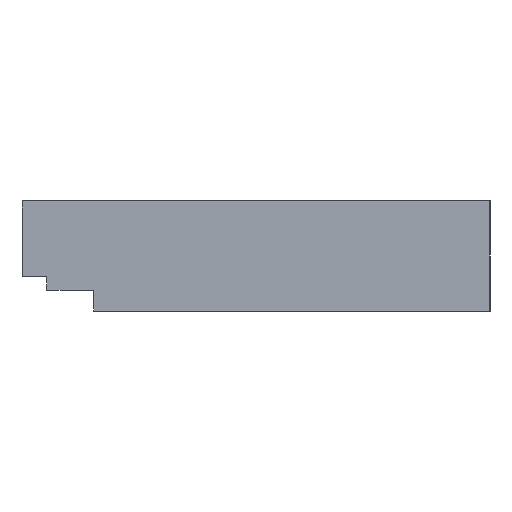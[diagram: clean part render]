
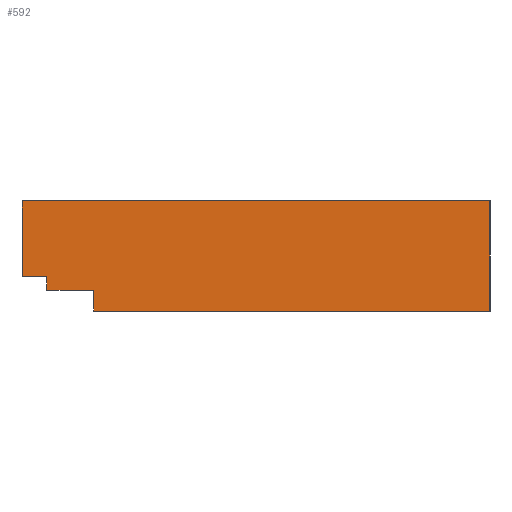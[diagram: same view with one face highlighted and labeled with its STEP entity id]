
A CAD part, left-side view. The second image highlights one B-rep face of the part: STEP entity #592.
In plain terms, the highlighted planar face has unit normal (-1, 0, 0).
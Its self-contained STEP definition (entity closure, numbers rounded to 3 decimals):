
#53 = CARTESIAN_POINT ( 'NONE',  ( 0., 34., 0. ) ) ;
#63 = CARTESIAN_POINT ( 'NONE',  ( 0., 32.2, 2.5 ) ) ;
#79 = EDGE_CURVE ( 'NONE', #837, #104, #1949, .T. ) ;
#104 = VERTEX_POINT ( 'NONE', #1996 ) ;
#183 = CARTESIAN_POINT ( 'NONE',  ( 0., 34., 8. ) ) ;
#288 = ORIENTED_EDGE ( 'NONE', *, *, #821, .T. ) ;
#301 = DIRECTION ( 'NONE',  ( 0., 0., -1. ) ) ;
#315 = VECTOR ( 'NONE', #1271, 1000. ) ;
#400 = ORIENTED_EDGE ( 'NONE', *, *, #531, .T. ) ;
#403 = LINE ( 'NONE', #63, #1102 ) ;
#404 = CARTESIAN_POINT ( 'NONE',  ( 0., 32.2, 2.5 ) ) ;
#423 = ORIENTED_EDGE ( 'NONE', *, *, #79, .F. ) ;
#429 = CARTESIAN_POINT ( 'NONE',  ( 0., 34., 8. ) ) ;
#447 = CARTESIAN_POINT ( 'NONE',  ( 0., 0., 8. ) ) ;
#475 = VERTEX_POINT ( 'NONE', #1920 ) ;
#495 = CARTESIAN_POINT ( 'NONE',  ( 0., 34., 2.5 ) ) ;
#501 = DIRECTION ( 'NONE',  ( 0., 0., -1. ) ) ;
#526 = VECTOR ( 'NONE', #705, 1000. ) ;
#530 = DIRECTION ( 'NONE',  ( 0., -1., 0. ) ) ;
#531 = EDGE_CURVE ( 'NONE', #884, #804, #1440, .T. ) ;
#543 = ORIENTED_EDGE ( 'NONE', *, *, #1250, .T. ) ;
#590 = ORIENTED_EDGE ( 'NONE', *, *, #790, .T. ) ;
#592 = ADVANCED_FACE ( 'NONE', ( #908 ), #1319, .F. ) ;
#617 = VECTOR ( 'NONE', #501, 1000. ) ;
#657 = VERTEX_POINT ( 'NONE', #404 ) ;
#705 = DIRECTION ( 'NONE',  ( 0., -1., 0. ) ) ;
#758 = VECTOR ( 'NONE', #955, 1000. ) ;
#790 = EDGE_CURVE ( 'NONE', #1479, #884, #1302, .T. ) ;
#804 = VERTEX_POINT ( 'NONE', #1039 ) ;
#821 = EDGE_CURVE ( 'NONE', #475, #1749, #1791, .T. ) ;
#837 = VERTEX_POINT ( 'NONE', #447 ) ;
#853 = DIRECTION ( 'NONE',  ( 0., 0., -1. ) ) ;
#884 = VERTEX_POINT ( 'NONE', #1206 ) ;
#906 = VECTOR ( 'NONE', #301, 1000. ) ;
#908 = FACE_OUTER_BOUND ( 'NONE', #1385, .T. ) ;
#931 = LINE ( 'NONE', #183, #758 ) ;
#955 = DIRECTION ( 'NONE',  ( 0., -1., 0. ) ) ;
#1027 = LINE ( 'NONE', #1120, #617 ) ;
#1039 = CARTESIAN_POINT ( 'NONE',  ( 0., 28.8, 0. ) ) ;
#1102 = VECTOR ( 'NONE', #530, 1000. ) ;
#1120 = CARTESIAN_POINT ( 'NONE',  ( 0., 32.2, 1.5 ) ) ;
#1137 = EDGE_CURVE ( 'NONE', #657, #1479, #1027, .T. ) ;
#1206 = CARTESIAN_POINT ( 'NONE',  ( 0., 28.8, 1.5 ) ) ;
#1209 = EDGE_CURVE ( 'NONE', #804, #104, #1435, .T. ) ;
#1250 = EDGE_CURVE ( 'NONE', #1749, #657, #403, .T. ) ;
#1271 = DIRECTION ( 'NONE',  ( 0., -1., 0. ) ) ;
#1287 = CARTESIAN_POINT ( 'NONE',  ( 0., 28.8, 1.5 ) ) ;
#1302 = LINE ( 'NONE', #1344, #526 ) ;
#1312 = DIRECTION ( 'NONE',  ( 0., 0., -1. ) ) ;
#1319 = PLANE ( 'NONE',  #1666 ) ;
#1344 = CARTESIAN_POINT ( 'NONE',  ( 0., 32.2, 1.5 ) ) ;
#1353 = CARTESIAN_POINT ( 'NONE',  ( 0., 0., 8. ) ) ;
#1385 = EDGE_LOOP ( 'NONE', ( #590, #400, #1950, #423, #1747, #288, #543, #1464 ) ) ;
#1435 = LINE ( 'NONE', #53, #315 ) ;
#1440 = LINE ( 'NONE', #1287, #1590 ) ;
#1457 = CARTESIAN_POINT ( 'NONE',  ( 0., 34., 8. ) ) ;
#1464 = ORIENTED_EDGE ( 'NONE', *, *, #1137, .T. ) ;
#1479 = VERTEX_POINT ( 'NONE', #1500 ) ;
#1500 = CARTESIAN_POINT ( 'NONE',  ( 0., 32.2, 1.5 ) ) ;
#1553 = VECTOR ( 'NONE', #853, 1000. ) ;
#1590 = VECTOR ( 'NONE', #1786, 1000. ) ;
#1666 = AXIS2_PLACEMENT_3D ( 'NONE', #1457, #1800, #1312 ) ;
#1747 = ORIENTED_EDGE ( 'NONE', *, *, #1767, .F. ) ;
#1749 = VERTEX_POINT ( 'NONE', #495 ) ;
#1767 = EDGE_CURVE ( 'NONE', #475, #837, #931, .T. ) ;
#1786 = DIRECTION ( 'NONE',  ( 0., 0., -1. ) ) ;
#1791 = LINE ( 'NONE', #429, #906 ) ;
#1800 = DIRECTION ( 'NONE',  ( 1., 0., 0. ) ) ;
#1920 = CARTESIAN_POINT ( 'NONE',  ( 0., 34., 8. ) ) ;
#1949 = LINE ( 'NONE', #1353, #1553 ) ;
#1950 = ORIENTED_EDGE ( 'NONE', *, *, #1209, .T. ) ;
#1996 = CARTESIAN_POINT ( 'NONE',  ( 0., 0., 0. ) ) ;
